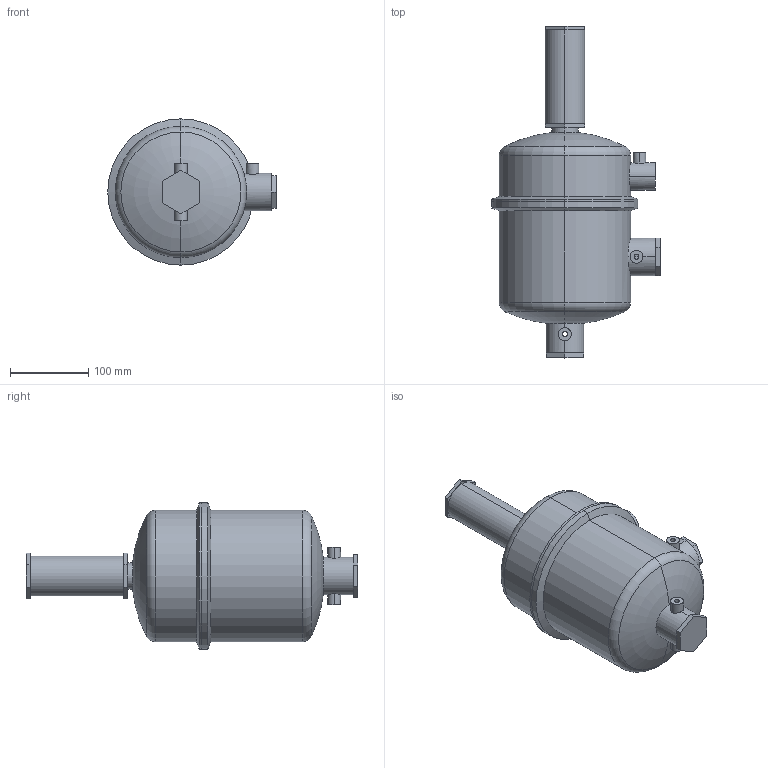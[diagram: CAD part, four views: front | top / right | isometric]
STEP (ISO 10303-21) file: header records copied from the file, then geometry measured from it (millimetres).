
FILE_DESCRIPTION (( 'STEP AP203' ), '1' );
FILE_NAME ('M1.5-90.STEP', '2020-07-22T10:15:27', ( '' ), ( '' ), 'SwSTEP 2.0', 'SolidWorks 2017', '' );
FILE_SCHEMA (( 'CONFIG_CONTROL_DESIGN' ));
Length unit declared in the file: inch
Products named in the file (1): M1.5-90
Bounding box: 215.84 x 425.21 x 187.32 mm (x, y, z)
Volume: 1097810.8 mm3; surface area: 392810.5 mm2
Topology: 7 solids, 7 shells, 116 faces, 270 edges, 168 vertices
Faces by surface type: cylinder 52, plane 44, torus 16, cone 4
Entity records: 4377 total; most frequent: CARTESIAN_POINT 1595, DIRECTION 576, ORIENTED_EDGE 540, EDGE_CURVE 270, AXIS2_PLACEMENT_3D 221, VERTEX_POINT 168, EDGE_LOOP 138, LINE 134
